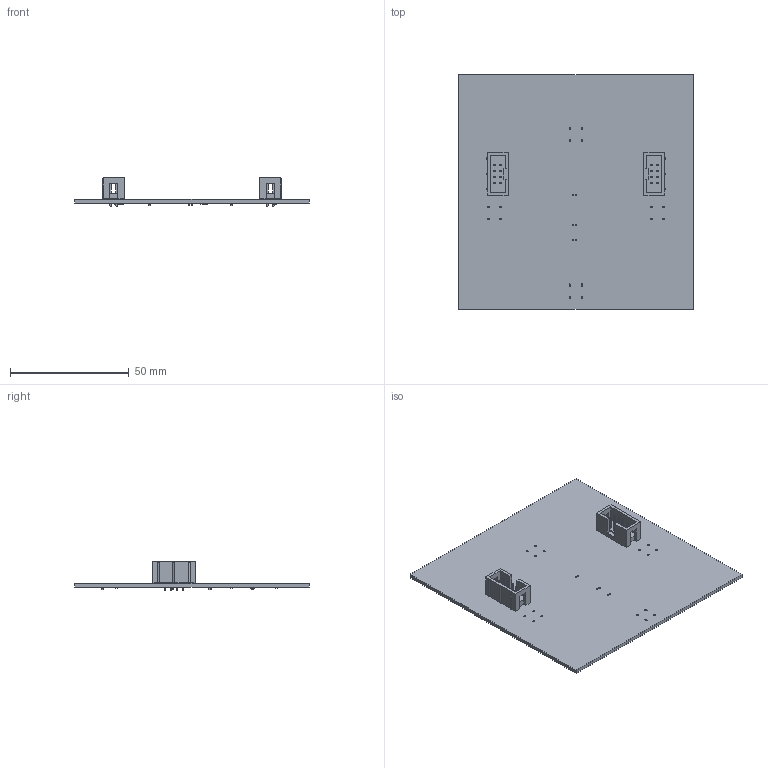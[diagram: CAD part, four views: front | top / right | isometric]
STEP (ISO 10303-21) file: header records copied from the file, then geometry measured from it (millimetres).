
FILE_DESCRIPTION(('KiCad electronic assembly'),'2;1');
FILE_NAME('Face8.step','2019-07-07T00:07:08',('An Author'),('A Company') ,'Open CASCADE STEP processor 6.9','KiCad to STEP converter','Unknown' );
FILE_SCHEMA(('AUTOMOTIVE_DESIGN { 1 0 10303 214 1 1 1 1 }'));
Length unit declared in the file: millimetre
Products named in the file (8): Open CASCADE STEP translator 6.9 1; R_0603_1608Metric; SOLID; LED_0603_1608Metric; IDC-Header_2x04_P2.54mm_Vertical; COMPOUND
Assembly tree (20 placements, depth 3):
  Open CASCADE STEP translator 6.9 1
    R_0603_1608Metric  x4
      SOLID
    LED_0603_1608Metric  x10
      SOLID
    IDC-Header_2x04_P2.54mm_Vertical  x2
      SOLID
    COMPOUND
Bounding box: 99.06 x 99.06 x 12.1 mm (x, y, z)
Volume: 17063.4 mm3; surface area: 22840.2 mm2
Topology: 17 solids, 17 shells, 1068 faces, 2752 edges, 1764 vertices
Faces by surface type: plane 884, cylinder 184
Full cylindrical faces by diameter (mm): 0.6 x6, 1 x12, 1.016 x16
Entity records: 25107 total; most frequent: CARTESIAN_POINT 4508, DIRECTION 3511, LINE 2405, VECTOR 2405, ORIENTED_EDGE 1822, PCURVE 1822, DEFINITIONAL_REPRESENTATION 1822, EDGE_CURVE 911
